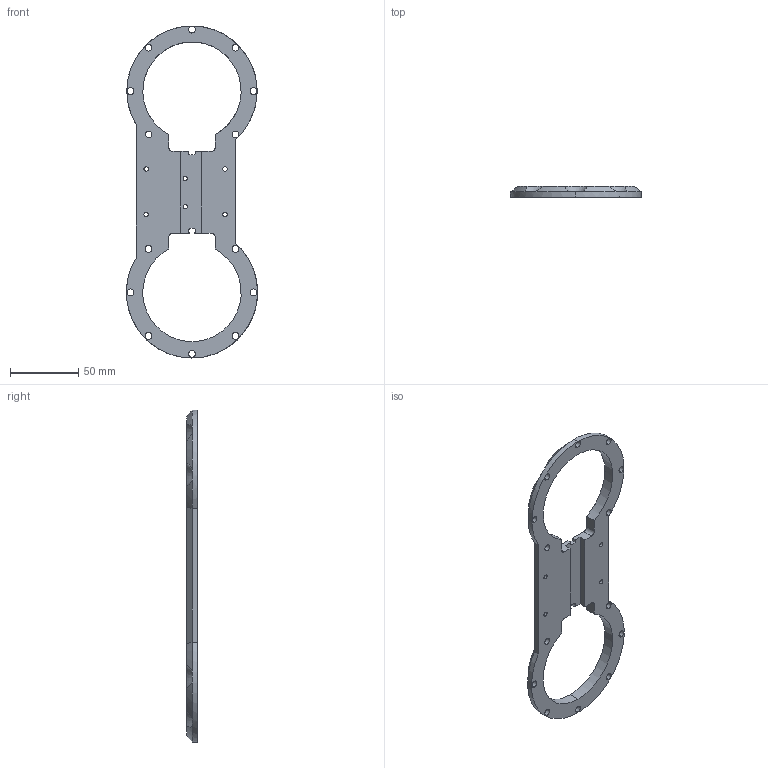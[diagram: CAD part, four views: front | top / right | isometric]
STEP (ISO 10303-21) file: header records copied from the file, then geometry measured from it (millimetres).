
FILE_DESCRIPTION (( 'STEP AP214' ), '1' );
FILE_NAME ('湮虯2.STEP', '2024-11-02T13:10:20', ( '' ), ( '' ), 'SwSTEP 2.0', 'SolidWorks 2020', '' );
FILE_SCHEMA (( 'AUTOMOTIVE_DESIGN' ));
Length unit declared in the file: millimetre
Products named in the file (1): 湮虯2
Bounding box: 96.03 x 8 x 243.06 mm (x, y, z)
Volume: 65251.4 mm3; surface area: 29458.9 mm2
Topology: 1 solids, 1 shells, 146 faces, 406 edges, 262 vertices
Faces by surface type: cylinder 73, cone 37, plane 36
Entity records: 5037 total; most frequent: CARTESIAN_POINT 1042, DIRECTION 889, ORIENTED_EDGE 812, EDGE_CURVE 406, AXIS2_PLACEMENT_3D 375, VERTEX_POINT 262, CIRCLE 228, EDGE_LOOP 190
